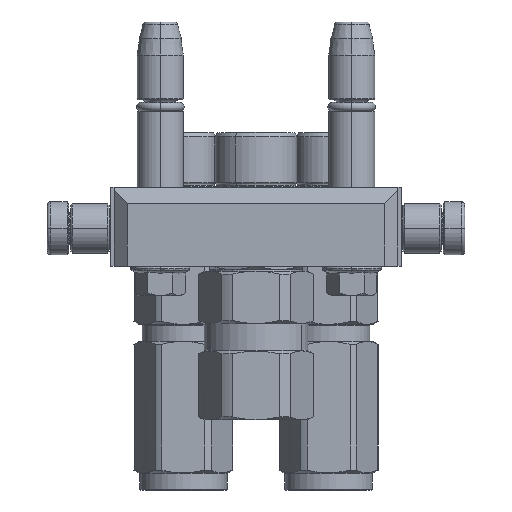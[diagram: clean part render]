
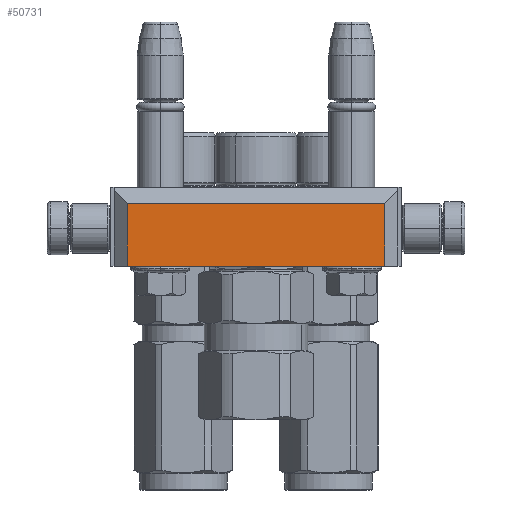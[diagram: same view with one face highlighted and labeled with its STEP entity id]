
A CAD part, left-side view. The second image highlights one B-rep face of the part: STEP entity #50731.
In plain terms, the highlighted face is planar.
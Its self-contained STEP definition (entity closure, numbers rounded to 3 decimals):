
#740 = LINE ( 'NONE', #15831, #34952 ) ;
#1568 = EDGE_CURVE ( 'NONE', #55182, #20118, #58786, .T. ) ;
#6138 = DIRECTION ( 'NONE',  ( -1., 0., 0. ) ) ;
#9175 = DIRECTION ( 'NONE',  ( 0., 0., -1. ) ) ;
#10339 = EDGE_CURVE ( 'NONE', #55182, #19033, #33120, .T. ) ;
#10649 = DIRECTION ( 'NONE',  ( 1., 0., 0. ) ) ;
#13158 = VECTOR ( 'NONE', #6138, 1000. ) ;
#15831 = CARTESIAN_POINT ( 'NONE',  ( -39., 42.75, 5. ) ) ;
#19033 = VERTEX_POINT ( 'NONE', #29883 ) ;
#19425 = CARTESIAN_POINT ( 'NONE',  ( 39., 42.75, 24. ) ) ;
#20048 = CARTESIAN_POINT ( 'NONE',  ( 39., 42.75, 24. ) ) ;
#20118 = VERTEX_POINT ( 'NONE', #44867 ) ;
#22837 = DIRECTION ( 'NONE',  ( -1., 0., 0. ) ) ;
#24639 = AXIS2_PLACEMENT_3D ( 'NONE', #54725, #50144, #22837 ) ;
#25978 = ORIENTED_EDGE ( 'NONE', *, *, #28707, .F. ) ;
#26851 = FACE_OUTER_BOUND ( 'NONE', #45968, .T. ) ;
#27167 = ORIENTED_EDGE ( 'NONE', *, *, #1568, .F. ) ;
#27170 = ORIENTED_EDGE ( 'NONE', *, *, #10339, .T. ) ;
#28707 = EDGE_CURVE ( 'NONE', #20118, #55185, #30822, .T. ) ;
#29883 = CARTESIAN_POINT ( 'NONE',  ( 39., 42.75, 5. ) ) ;
#30822 = LINE ( 'NONE', #32676, #37189 ) ;
#31027 = EDGE_CURVE ( 'NONE', #55185, #19033, #740, .T. ) ;
#32676 = CARTESIAN_POINT ( 'NONE',  ( -39., 42.75, 24. ) ) ;
#33066 = DIRECTION ( 'NONE',  ( 0., 0., -1. ) ) ;
#33120 = LINE ( 'NONE', #45832, #44522 ) ;
#34952 = VECTOR ( 'NONE', #10649, 1000. ) ;
#37189 = VECTOR ( 'NONE', #33066, 1000. ) ;
#44522 = VECTOR ( 'NONE', #9175, 1000. ) ;
#44867 = CARTESIAN_POINT ( 'NONE',  ( -39., 42.75, 24. ) ) ;
#45832 = CARTESIAN_POINT ( 'NONE',  ( 39., 42.75, 24. ) ) ;
#45968 = EDGE_LOOP ( 'NONE', ( #27167, #27170, #48198, #25978 ) ) ;
#47322 = CARTESIAN_POINT ( 'NONE',  ( -39., 42.75, 5. ) ) ;
#48198 = ORIENTED_EDGE ( 'NONE', *, *, #31027, .F. ) ;
#48393 = PLANE ( 'NONE',  #24639 ) ;
#50144 = DIRECTION ( 'NONE',  ( 0., 1., 0. ) ) ;
#50731 = ADVANCED_FACE ( 'NONE', ( #26851 ), #48393, .T. ) ;
#54725 = CARTESIAN_POINT ( 'NONE',  ( 44., 42.75, 0. ) ) ;
#55182 = VERTEX_POINT ( 'NONE', #19425 ) ;
#55185 = VERTEX_POINT ( 'NONE', #47322 ) ;
#58786 = LINE ( 'NONE', #20048, #13158 ) ;
